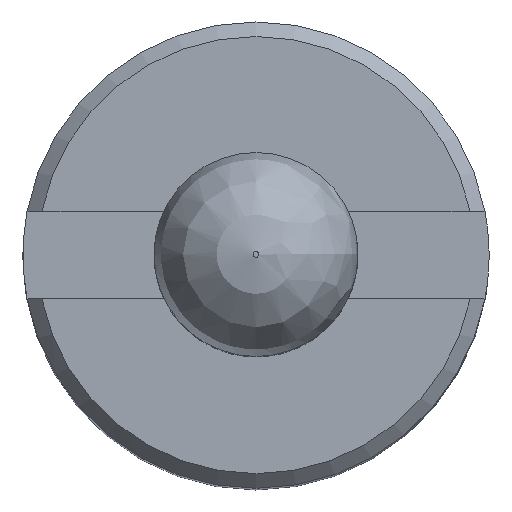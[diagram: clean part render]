
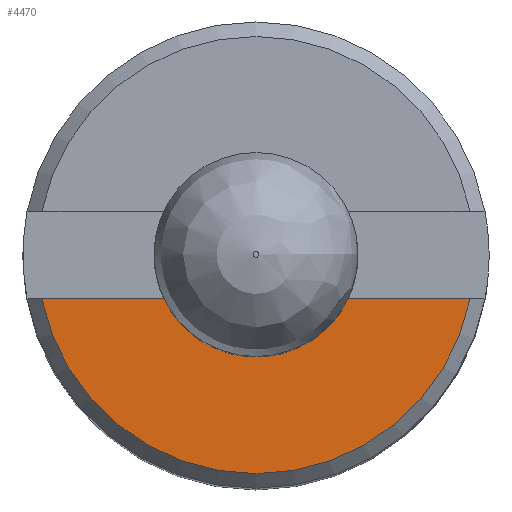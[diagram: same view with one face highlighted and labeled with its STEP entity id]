
A CAD part, top view. The second image highlights one B-rep face of the part: STEP entity #4470.
In plain terms, the highlighted face is planar.
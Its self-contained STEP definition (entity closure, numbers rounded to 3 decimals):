
#133=CIRCLE('',#4752,7.5);
#134=CIRCLE('',#4753,3.5);
#230=PLANE('',#4751);
#511=FACE_OUTER_BOUND('',#772,.T.);
#772=EDGE_LOOP('',(#3837,#3838,#3839,#3840));
#1056=LINE('',#10416,#1345);
#1062=LINE('',#10436,#1351);
#1345=VECTOR('',#5434,10.);
#1351=VECTOR('',#5442,10.);
#1979=VERTEX_POINT('',#10412);
#1981=VERTEX_POINT('',#10415);
#1985=VERTEX_POINT('',#10426);
#1988=VERTEX_POINT('',#10432);
#2592=EDGE_CURVE('',#1981,#1979,#1056,.T.);
#2600=EDGE_CURVE('',#1985,#1988,#1062,.T.);
#2623=EDGE_CURVE('',#1988,#1981,#133,.T.);
#2624=EDGE_CURVE('',#1985,#1979,#134,.T.);
#3837=ORIENTED_EDGE('',*,*,#2600,.T.);
#3838=ORIENTED_EDGE('',*,*,#2623,.T.);
#3839=ORIENTED_EDGE('',*,*,#2592,.T.);
#3840=ORIENTED_EDGE('',*,*,#2624,.F.);
#4470=ADVANCED_FACE('',(#511),#230,.T.);
#4751=AXIS2_PLACEMENT_3D('',#10482,#5486,#5487);
#4752=AXIS2_PLACEMENT_3D('',#10483,#5488,#5489);
#4753=AXIS2_PLACEMENT_3D('',#10484,#5490,#5491);
#5434=DIRECTION('',(0.,1.,0.));
#5442=DIRECTION('',(0.,1.,0.));
#5486=DIRECTION('center_axis',(1.,0.,0.));
#5487=DIRECTION('ref_axis',(0.,0.,-1.));
#5488=DIRECTION('center_axis',(1.,0.,0.));
#5489=DIRECTION('ref_axis',(0.,1.,0.));
#5490=DIRECTION('center_axis',(1.,0.,0.));
#5491=DIRECTION('ref_axis',(0.,1.,0.));
#10412=CARTESIAN_POINT('',(60.,-3.162,1.5));
#10415=CARTESIAN_POINT('',(60.,-7.348,1.5));
#10416=CARTESIAN_POINT('',(60.,6.923,1.5));
#10426=CARTESIAN_POINT('',(60.,3.162,1.5));
#10432=CARTESIAN_POINT('',(60.,7.348,1.5));
#10436=CARTESIAN_POINT('',(60.,6.923,1.5));
#10482=CARTESIAN_POINT('Origin',(60.,5.5,0.));
#10483=CARTESIAN_POINT('Origin',(60.,0.,0.));
#10484=CARTESIAN_POINT('Origin',(60.,0.,0.));
